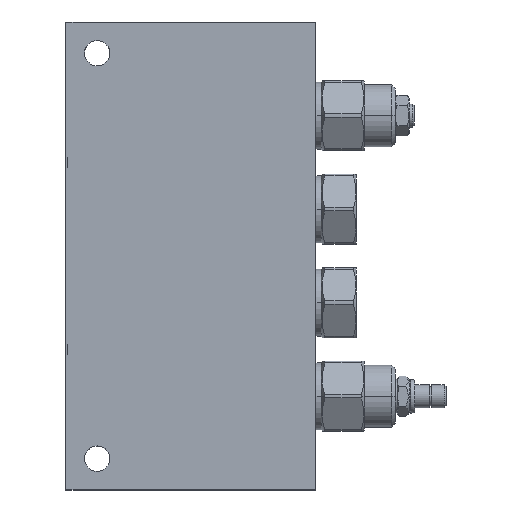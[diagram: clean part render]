
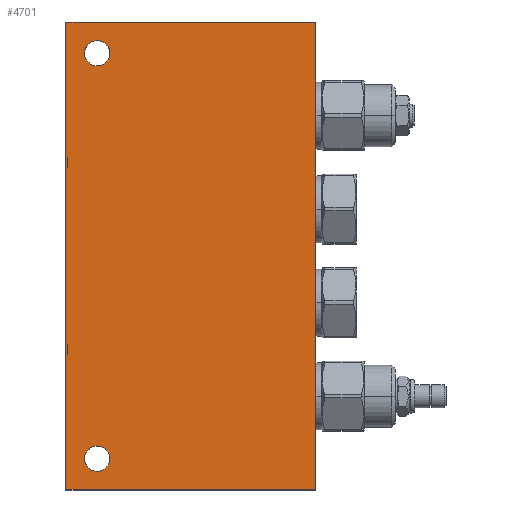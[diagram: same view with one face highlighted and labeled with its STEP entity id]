
A CAD part, top view. The second image highlights one B-rep face of the part: STEP entity #4701.
In plain terms, the highlighted planar face has unit normal (0, 0, 1).
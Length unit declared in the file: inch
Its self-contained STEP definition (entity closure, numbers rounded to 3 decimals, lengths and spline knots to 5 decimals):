
#1541=CARTESIAN_POINT('',(0.5,-0.5,2.));
#1542=DIRECTION('',(0.,0.,1.));
#1543=DIRECTION('',(0.,1.,0.));
#1544=AXIS2_PLACEMENT_3D('',#1541,#1542,#1543);
#1546=CARTESIAN_POINT('',(0.5,-0.5,2.));
#1547=DIRECTION('',(0.,0.,1.));
#1548=DIRECTION('',(0.,-1.,0.));
#1549=AXIS2_PLACEMENT_3D('',#1546,#1547,#1548);
#1551=CARTESIAN_POINT('',(0.5,-7.,2.));
#1552=DIRECTION('',(0.,0.,1.));
#1553=DIRECTION('',(0.,1.,0.));
#1554=AXIS2_PLACEMENT_3D('',#1551,#1552,#1553);
#1556=CARTESIAN_POINT('',(0.5,-7.,2.));
#1557=DIRECTION('',(0.,0.,1.));
#1558=DIRECTION('',(0.,-1.,0.));
#1559=AXIS2_PLACEMENT_3D('',#1556,#1557,#1558);
#1561=DIRECTION('',(0.,-1.,0.));
#1562=VECTOR('',#1561,3.);
#1563=CARTESIAN_POINT('',(0.,-2.25,2.));
#1564=LINE('',#1563,#1562);
#1565=DIRECTION('',(0.,-1.,0.));
#1566=VECTOR('',#1565,2.25);
#1567=CARTESIAN_POINT('',(0.,0.,2.));
#1568=LINE('',#1567,#1566);
#1569=DIRECTION('',(-1.,0.,0.));
#1570=VECTOR('',#1569,4.);
#1571=CARTESIAN_POINT('',(4.,0.,2.));
#1572=LINE('',#1571,#1570);
#1573=DIRECTION('',(0.,1.,0.));
#1574=VECTOR('',#1573,7.5);
#1575=CARTESIAN_POINT('',(4.,-7.5,2.));
#1576=LINE('',#1575,#1574);
#1577=DIRECTION('',(1.,0.,0.));
#1578=VECTOR('',#1577,4.);
#1579=CARTESIAN_POINT('',(0.,-7.5,2.));
#1580=LINE('',#1579,#1578);
#1581=DIRECTION('',(0.,-1.,0.));
#1582=VECTOR('',#1581,2.25);
#1583=CARTESIAN_POINT('',(0.,-5.25,2.));
#1584=LINE('',#1583,#1582);
#2876=CARTESIAN_POINT('',(0.,-7.5,2.));
#2877=CARTESIAN_POINT('',(4.,-7.5,2.));
#2878=VERTEX_POINT('',#2876);
#2879=VERTEX_POINT('',#2877);
#2880=CARTESIAN_POINT('',(4.,0.,2.));
#2881=VERTEX_POINT('',#2880);
#2882=CARTESIAN_POINT('',(0.,0.,2.));
#2883=VERTEX_POINT('',#2882);
#2888=CARTESIAN_POINT('',(0.5,-0.297,2.));
#2889=CARTESIAN_POINT('',(0.5,-0.703,2.));
#2890=VERTEX_POINT('',#2888);
#2891=VERTEX_POINT('',#2889);
#2896=CARTESIAN_POINT('',(0.5,-6.797,2.));
#2897=CARTESIAN_POINT('',(0.5,-7.203,2.));
#2898=VERTEX_POINT('',#2896);
#2899=VERTEX_POINT('',#2897);
#3216=CARTESIAN_POINT('',(0.,-2.25,2.));
#3218=VERTEX_POINT('',#3216);
#3265=CARTESIAN_POINT('',(0.,-5.25,2.));
#3267=VERTEX_POINT('',#3265);
#4675=CARTESIAN_POINT('',(0.,0.,2.));
#4676=DIRECTION('',(0.,0.,1.));
#4677=DIRECTION('',(1.,0.,0.));
#4678=AXIS2_PLACEMENT_3D('',#4675,#4676,#4677);
#4679=PLANE('',#4678);
#4680=ORIENTED_EDGE('',*,*,#3346,.F.);
#4681=ORIENTED_EDGE('',*,*,#3340,.F.);
#4683=ORIENTED_EDGE('',*,*,#4682,.F.);
#4684=ORIENTED_EDGE('',*,*,#4621,.F.);
#4685=ORIENTED_EDGE('',*,*,#4657,.F.);
#4686=ORIENTED_EDGE('',*,*,#3333,.F.);
#4687=EDGE_LOOP('',(#4680,#4681,#4683,#4684,#4685,#4686));
#4688=FACE_OUTER_BOUND('',#4687,.F.);
#4690=ORIENTED_EDGE('',*,*,#4689,.T.);
#4692=ORIENTED_EDGE('',*,*,#4691,.T.);
#4693=EDGE_LOOP('',(#4690,#4692));
#4694=FACE_BOUND('',#4693,.F.);
#4696=ORIENTED_EDGE('',*,*,#4695,.T.);
#4698=ORIENTED_EDGE('',*,*,#4697,.T.);
#4699=EDGE_LOOP('',(#4696,#4698));
#4700=FACE_BOUND('',#4699,.F.);
#4701=ADVANCED_FACE('',(#4688,#4694,#4700),#4679,.T.);
#1545=CIRCLE('',#1544,0.203);
#1550=CIRCLE('',#1549,0.203);
#1555=CIRCLE('',#1554,0.203);
#1560=CIRCLE('',#1559,0.203);
#3333=EDGE_CURVE('',#3267,#2878,#1584,.T.);
#3340=EDGE_CURVE('',#2883,#3218,#1568,.T.);
#3346=EDGE_CURVE('',#3218,#3267,#1564,.T.);
#4621=EDGE_CURVE('',#2879,#2881,#1576,.T.);
#4657=EDGE_CURVE('',#2878,#2879,#1580,.T.);
#4682=EDGE_CURVE('',#2881,#2883,#1572,.T.);
#4689=EDGE_CURVE('',#2898,#2899,#1555,.T.);
#4691=EDGE_CURVE('',#2899,#2898,#1560,.T.);
#4695=EDGE_CURVE('',#2890,#2891,#1545,.T.);
#4697=EDGE_CURVE('',#2891,#2890,#1550,.T.);
